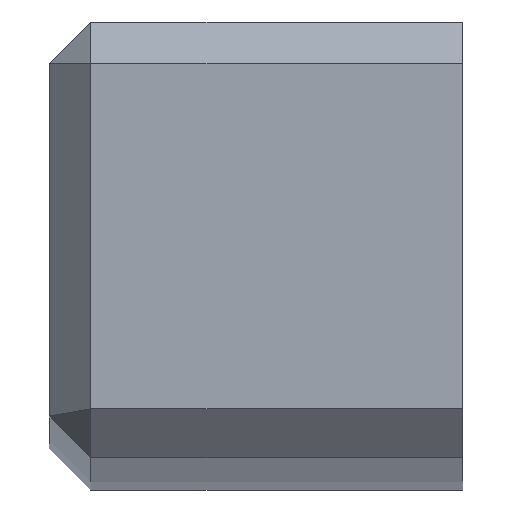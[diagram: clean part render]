
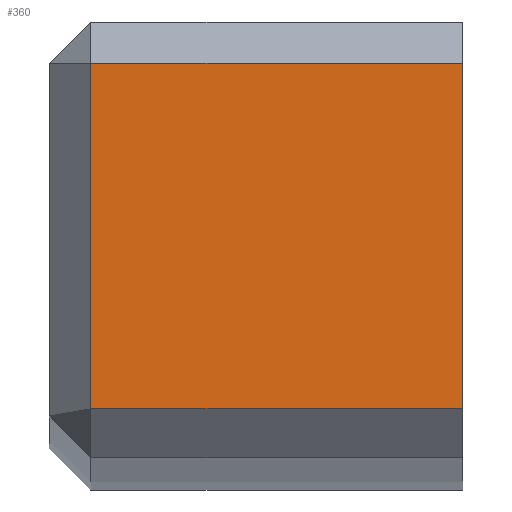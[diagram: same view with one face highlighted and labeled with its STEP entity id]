
A CAD part, front view. The second image highlights one B-rep face of the part: STEP entity #360.
In plain terms, the highlighted planar face has unit normal (0, -1, 0).
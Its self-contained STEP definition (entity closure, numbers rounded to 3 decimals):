
#39=FACE_OUTER_BOUND('',#62,.T.);
#62=EDGE_LOOP('',(#279,#280,#281,#282));
#89=LINE('',#552,#130);
#95=LINE('',#569,#136);
#98=LINE('',#573,#139);
#102=LINE('',#583,#143);
#130=VECTOR('',#442,10.);
#136=VECTOR('',#454,10.);
#139=VECTOR('',#459,10.);
#143=VECTOR('',#475,10.);
#165=VERTEX_POINT('',#541);
#168=VERTEX_POINT('',#548);
#172=VERTEX_POINT('',#562);
#174=VERTEX_POINT('',#567);
#200=EDGE_CURVE('',#165,#168,#89,.T.);
#207=EDGE_CURVE('',#174,#172,#95,.T.);
#210=EDGE_CURVE('',#172,#165,#98,.T.);
#216=EDGE_CURVE('',#168,#174,#102,.T.);
#279=ORIENTED_EDGE('',*,*,#200,.F.);
#280=ORIENTED_EDGE('',*,*,#210,.F.);
#281=ORIENTED_EDGE('',*,*,#207,.F.);
#282=ORIENTED_EDGE('',*,*,#216,.F.);
#339=PLANE('',#399);
#360=ADVANCED_FACE('',(#39),#339,.T.);
#399=AXIS2_PLACEMENT_3D('',#582,#473,#474);
#442=DIRECTION('',(1.,0.,0.));
#454=DIRECTION('',(-1.,0.,0.));
#459=DIRECTION('',(0.,0.,1.));
#473=DIRECTION('center_axis',(0.,-1.,0.));
#474=DIRECTION('ref_axis',(0.,0.,1.));
#475=DIRECTION('',(0.,0.,-1.));
#541=CARTESIAN_POINT('',(-64.123,-37.133,137.1));
#548=CARTESIAN_POINT('',(-55.123,-37.133,137.1));
#552=CARTESIAN_POINT('',(-55.123,-37.133,137.1));
#562=CARTESIAN_POINT('',(-64.123,-37.133,128.735));
#567=CARTESIAN_POINT('',(-55.123,-37.133,128.735));
#569=CARTESIAN_POINT('',(-55.123,-37.133,128.735));
#573=CARTESIAN_POINT('',(-64.123,-37.133,130.085));
#582=CARTESIAN_POINT('Origin',(-55.123,-37.133,127.735));
#583=CARTESIAN_POINT('',(-55.123,-37.133,138.1));
